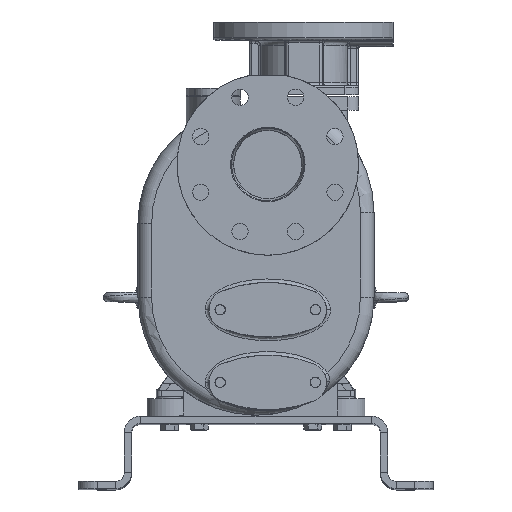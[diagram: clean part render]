
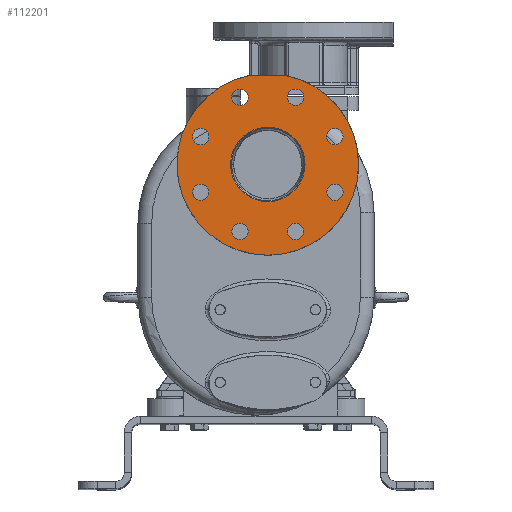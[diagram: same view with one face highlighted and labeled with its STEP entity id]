
A CAD part, top view. The second image highlights one B-rep face of the part: STEP entity #112201.
In plain terms, the highlighted planar face has unit normal (0, 0, 1).
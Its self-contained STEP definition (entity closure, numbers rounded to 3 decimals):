
#35169=DIRECTION('',(1.,0.,0.));
#35170=VECTOR('',#35169,39.799);
#35171=CARTESIAN_POINT('',(-6.9,375.,173.));
#35172=LINE('',#35171,#35170);
#35173=CARTESIAN_POINT('',(13.,277.,173.));
#35174=DIRECTION('',(0.,0.,1.));
#35175=DIRECTION('',(1.,0.,0.));
#35176=AXIS2_PLACEMENT_3D('',#35173,#35174,#35175);
#35178=CARTESIAN_POINT('',(13.,277.,173.));
#35179=DIRECTION('',(0.,0.,1.));
#35180=DIRECTION('',(-1.,0.,0.));
#35181=AXIS2_PLACEMENT_3D('',#35178,#35179,#35180);
#35183=CARTESIAN_POINT('',(86.91,307.615,173.));
#35184=DIRECTION('',(0.,0.,1.));
#35185=DIRECTION('',(1.,0.,0.));
#35186=AXIS2_PLACEMENT_3D('',#35183,#35184,#35185);
#35188=CARTESIAN_POINT('',(86.91,307.615,173.));
#35189=DIRECTION('',(0.,0.,1.));
#35190=DIRECTION('',(-1.,0.,0.));
#35191=AXIS2_PLACEMENT_3D('',#35188,#35189,#35190);
#35193=CARTESIAN_POINT('',(43.615,350.91,173.));
#35194=DIRECTION('',(0.,0.,1.));
#35195=DIRECTION('',(0.707,0.707,0.));
#35196=AXIS2_PLACEMENT_3D('',#35193,#35194,#35195);
#35198=CARTESIAN_POINT('',(43.615,350.91,173.));
#35199=DIRECTION('',(0.,0.,1.));
#35200=DIRECTION('',(-0.707,-0.707,0.));
#35201=AXIS2_PLACEMENT_3D('',#35198,#35199,#35200);
#35203=CARTESIAN_POINT('',(-17.615,350.91,173.));
#35204=DIRECTION('',(0.,0.,1.));
#35205=DIRECTION('',(0.,1.,0.));
#35206=AXIS2_PLACEMENT_3D('',#35203,#35204,#35205);
#35208=CARTESIAN_POINT('',(-17.615,350.91,173.));
#35209=DIRECTION('',(0.,0.,1.));
#35210=DIRECTION('',(0.,-1.,0.));
#35211=AXIS2_PLACEMENT_3D('',#35208,#35209,#35210);
#35213=CARTESIAN_POINT('',(-60.91,307.615,173.));
#35214=DIRECTION('',(0.,0.,1.));
#35215=DIRECTION('',(-0.707,0.707,0.));
#35216=AXIS2_PLACEMENT_3D('',#35213,#35214,#35215);
#35218=CARTESIAN_POINT('',(-60.91,307.615,173.));
#35219=DIRECTION('',(0.,0.,1.));
#35220=DIRECTION('',(0.707,-0.707,0.));
#35221=AXIS2_PLACEMENT_3D('',#35218,#35219,#35220);
#35223=CARTESIAN_POINT('',(-60.91,246.385,173.));
#35224=DIRECTION('',(0.,0.,1.));
#35225=DIRECTION('',(-1.,0.,0.));
#35226=AXIS2_PLACEMENT_3D('',#35223,#35224,#35225);
#35228=CARTESIAN_POINT('',(-60.91,246.385,173.));
#35229=DIRECTION('',(0.,0.,1.));
#35230=DIRECTION('',(1.,0.,0.));
#35231=AXIS2_PLACEMENT_3D('',#35228,#35229,#35230);
#35233=CARTESIAN_POINT('',(-17.615,203.09,173.));
#35234=DIRECTION('',(0.,0.,1.));
#35235=DIRECTION('',(-0.707,-0.707,0.));
#35236=AXIS2_PLACEMENT_3D('',#35233,#35234,#35235);
#35238=CARTESIAN_POINT('',(-17.615,203.09,173.));
#35239=DIRECTION('',(0.,0.,1.));
#35240=DIRECTION('',(0.707,0.707,0.));
#35241=AXIS2_PLACEMENT_3D('',#35238,#35239,#35240);
#35243=CARTESIAN_POINT('',(43.615,203.09,173.));
#35244=DIRECTION('',(0.,0.,1.));
#35245=DIRECTION('',(0.,-1.,0.));
#35246=AXIS2_PLACEMENT_3D('',#35243,#35244,#35245);
#35248=CARTESIAN_POINT('',(43.615,203.09,173.));
#35249=DIRECTION('',(0.,0.,1.));
#35250=DIRECTION('',(0.,1.,0.));
#35251=AXIS2_PLACEMENT_3D('',#35248,#35249,#35250);
#35253=CARTESIAN_POINT('',(86.91,246.385,173.));
#35254=DIRECTION('',(0.,0.,1.));
#35255=DIRECTION('',(0.707,-0.707,0.));
#35256=AXIS2_PLACEMENT_3D('',#35253,#35254,#35255);
#35258=CARTESIAN_POINT('',(86.91,246.385,173.));
#35259=DIRECTION('',(0.,0.,1.));
#35260=DIRECTION('',(-0.707,0.707,0.));
#35261=AXIS2_PLACEMENT_3D('',#35258,#35259,#35260);
#38198=CARTESIAN_POINT('',(13.,277.,173.));
#38199=DIRECTION('',(0.,0.,1.));
#38200=DIRECTION('',(-0.199,0.98,0.));
#38201=AXIS2_PLACEMENT_3D('',#38198,#38199,#38200);
#65199=CARTESIAN_POINT('',(-6.9,375.,173.));
#65200=CARTESIAN_POINT('',(32.9,375.,173.));
#65201=VERTEX_POINT('',#65199);
#65202=VERTEX_POINT('',#65200);
#65529=CARTESIAN_POINT('',(54.,277.,173.));
#65530=CARTESIAN_POINT('',(-28.,277.,173.));
#65531=VERTEX_POINT('',#65529);
#65532=VERTEX_POINT('',#65530);
#65533=CARTESIAN_POINT('',(95.91,307.615,173.));
#65534=CARTESIAN_POINT('',(77.91,307.615,173.));
#65535=VERTEX_POINT('',#65533);
#65536=VERTEX_POINT('',#65534);
#65541=CARTESIAN_POINT('',(49.979,357.274,173.));
#65542=CARTESIAN_POINT('',(37.251,344.546,173.));
#65543=VERTEX_POINT('',#65541);
#65544=VERTEX_POINT('',#65542);
#65549=CARTESIAN_POINT('',(-17.615,359.91,173.));
#65550=CARTESIAN_POINT('',(-17.615,341.91,173.));
#65551=VERTEX_POINT('',#65549);
#65552=VERTEX_POINT('',#65550);
#65557=CARTESIAN_POINT('',(-67.274,313.979,173.));
#65558=CARTESIAN_POINT('',(-54.546,301.251,173.));
#65559=VERTEX_POINT('',#65557);
#65560=VERTEX_POINT('',#65558);
#65565=CARTESIAN_POINT('',(-69.91,246.385,173.));
#65566=CARTESIAN_POINT('',(-51.91,246.385,173.));
#65567=VERTEX_POINT('',#65565);
#65568=VERTEX_POINT('',#65566);
#65573=CARTESIAN_POINT('',(-23.979,196.726,173.));
#65574=CARTESIAN_POINT('',(-11.251,209.454,173.));
#65575=VERTEX_POINT('',#65573);
#65576=VERTEX_POINT('',#65574);
#65581=CARTESIAN_POINT('',(43.615,194.09,173.));
#65582=CARTESIAN_POINT('',(43.615,212.09,173.));
#65583=VERTEX_POINT('',#65581);
#65584=VERTEX_POINT('',#65582);
#65589=CARTESIAN_POINT('',(93.274,240.021,173.));
#65590=CARTESIAN_POINT('',(80.546,252.749,173.));
#65591=VERTEX_POINT('',#65589);
#65592=VERTEX_POINT('',#65590);
#112138=CARTESIAN_POINT('',(13.,277.,173.));
#112139=DIRECTION('',(0.,0.,1.));
#112140=DIRECTION('',(0.,1.,0.));
#112141=AXIS2_PLACEMENT_3D('',#112138,#112139,#112140);
#112142=PLANE('',#112141);
#112144=ORIENTED_EDGE('',*,*,#112143,.T.);
#112146=ORIENTED_EDGE('',*,*,#112145,.F.);
#112147=EDGE_LOOP('',(#112144,#112146));
#112148=FACE_OUTER_BOUND('',#112147,.F.);
#112149=ORIENTED_EDGE('',*,*,#112092,.T.);
#112150=ORIENTED_EDGE('',*,*,#112107,.T.);
#112151=EDGE_LOOP('',(#112149,#112150));
#112152=FACE_BOUND('',#112151,.F.);
#112154=ORIENTED_EDGE('',*,*,#112153,.T.);
#112156=ORIENTED_EDGE('',*,*,#112155,.T.);
#112157=EDGE_LOOP('',(#112154,#112156));
#112158=FACE_BOUND('',#112157,.F.);
#112160=ORIENTED_EDGE('',*,*,#112159,.T.);
#112162=ORIENTED_EDGE('',*,*,#112161,.T.);
#112163=EDGE_LOOP('',(#112160,#112162));
#112164=FACE_BOUND('',#112163,.F.);
#112166=ORIENTED_EDGE('',*,*,#112165,.T.);
#112168=ORIENTED_EDGE('',*,*,#112167,.T.);
#112169=EDGE_LOOP('',(#112166,#112168));
#112170=FACE_BOUND('',#112169,.F.);
#112172=ORIENTED_EDGE('',*,*,#112171,.T.);
#112174=ORIENTED_EDGE('',*,*,#112173,.T.);
#112175=EDGE_LOOP('',(#112172,#112174));
#112176=FACE_BOUND('',#112175,.F.);
#112178=ORIENTED_EDGE('',*,*,#112177,.T.);
#112180=ORIENTED_EDGE('',*,*,#112179,.T.);
#112181=EDGE_LOOP('',(#112178,#112180));
#112182=FACE_BOUND('',#112181,.F.);
#112184=ORIENTED_EDGE('',*,*,#112183,.T.);
#112186=ORIENTED_EDGE('',*,*,#112185,.T.);
#112187=EDGE_LOOP('',(#112184,#112186));
#112188=FACE_BOUND('',#112187,.F.);
#112190=ORIENTED_EDGE('',*,*,#112189,.T.);
#112192=ORIENTED_EDGE('',*,*,#112191,.T.);
#112193=EDGE_LOOP('',(#112190,#112192));
#112194=FACE_BOUND('',#112193,.F.);
#112196=ORIENTED_EDGE('',*,*,#112195,.T.);
#112198=ORIENTED_EDGE('',*,*,#112197,.T.);
#112199=EDGE_LOOP('',(#112196,#112198));
#112200=FACE_BOUND('',#112199,.F.);
#112201=ADVANCED_FACE('',(#112148,#112152,#112158,#112164,#112170,#112176,
#112182,#112188,#112194,#112200),#112142,.T.);
#35177=CIRCLE('',#35176,41.);
#35182=CIRCLE('',#35181,41.);
#35187=CIRCLE('',#35186,9.);
#35192=CIRCLE('',#35191,9.);
#35197=CIRCLE('',#35196,9.);
#35202=CIRCLE('',#35201,9.);
#35207=CIRCLE('',#35206,9.);
#35212=CIRCLE('',#35211,9.);
#35217=CIRCLE('',#35216,9.);
#35222=CIRCLE('',#35221,9.);
#35227=CIRCLE('',#35226,9.);
#35232=CIRCLE('',#35231,9.);
#35237=CIRCLE('',#35236,9.);
#35242=CIRCLE('',#35241,9.);
#35247=CIRCLE('',#35246,9.);
#35252=CIRCLE('',#35251,9.);
#35257=CIRCLE('',#35256,9.);
#35262=CIRCLE('',#35261,9.);
#38202=CIRCLE('',#38201,100.);
#112092=EDGE_CURVE('',#65531,#65532,#35177,.T.);
#112107=EDGE_CURVE('',#65532,#65531,#35182,.T.);
#112143=EDGE_CURVE('',#65201,#65202,#35172,.T.);
#112145=EDGE_CURVE('',#65201,#65202,#38202,.T.);
#112153=EDGE_CURVE('',#65535,#65536,#35187,.T.);
#112155=EDGE_CURVE('',#65536,#65535,#35192,.T.);
#112159=EDGE_CURVE('',#65543,#65544,#35197,.T.);
#112161=EDGE_CURVE('',#65544,#65543,#35202,.T.);
#112165=EDGE_CURVE('',#65551,#65552,#35207,.T.);
#112167=EDGE_CURVE('',#65552,#65551,#35212,.T.);
#112171=EDGE_CURVE('',#65559,#65560,#35217,.T.);
#112173=EDGE_CURVE('',#65560,#65559,#35222,.T.);
#112177=EDGE_CURVE('',#65567,#65568,#35227,.T.);
#112179=EDGE_CURVE('',#65568,#65567,#35232,.T.);
#112183=EDGE_CURVE('',#65575,#65576,#35237,.T.);
#112185=EDGE_CURVE('',#65576,#65575,#35242,.T.);
#112189=EDGE_CURVE('',#65583,#65584,#35247,.T.);
#112191=EDGE_CURVE('',#65584,#65583,#35252,.T.);
#112195=EDGE_CURVE('',#65591,#65592,#35257,.T.);
#112197=EDGE_CURVE('',#65592,#65591,#35262,.T.);
